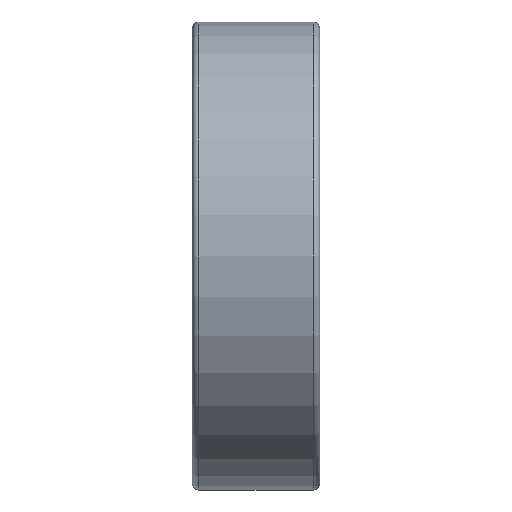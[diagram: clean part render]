
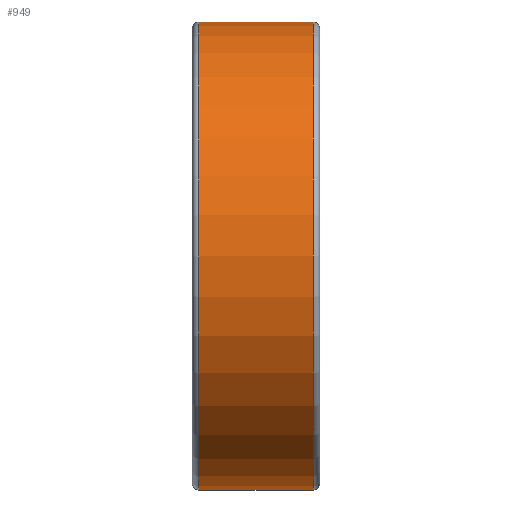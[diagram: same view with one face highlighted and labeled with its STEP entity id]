
A CAD part, front view. The second image highlights one B-rep face of the part: STEP entity #949.
In plain terms, the highlighted cylindrical face has radius 11 mm (diameter 22 mm), a partial arc.
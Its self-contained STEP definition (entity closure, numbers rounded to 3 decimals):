
#3 = CARTESIAN_POINT ( 'NONE',  ( -2.7, 0., -11. ) ) ;
#50 = DIRECTION ( 'NONE',  ( -1., 0., 0. ) ) ;
#100 = ORIENTED_EDGE ( 'NONE', *, *, #3009, .T. ) ;
#102 = DIRECTION ( 'NONE',  ( -1., 0., 0. ) ) ;
#131 = LINE ( 'NONE', #3725, #313 ) ;
#313 = VECTOR ( 'NONE', #102, 1000. ) ;
#467 = CARTESIAN_POINT ( 'NONE',  ( 2.7, 0., -11. ) ) ;
#731 = VERTEX_POINT ( 'NONE', #3 ) ;
#736 = LINE ( 'NONE', #2389, #4382 ) ;
#845 = EDGE_CURVE ( 'NONE', #2003, #731, #5012, .T. ) ;
#949 = ADVANCED_FACE ( 'NONE', ( #1545 ), #2022, .T. ) ;
#1141 = ORIENTED_EDGE ( 'NONE', *, *, #4297, .T. ) ;
#1232 = AXIS2_PLACEMENT_3D ( 'NONE', #1967, #50, #3589 ) ;
#1438 = AXIS2_PLACEMENT_3D ( 'NONE', #2281, #5034, #1470 ) ;
#1470 = DIRECTION ( 'NONE',  ( 0., 0., -1. ) ) ;
#1545 = FACE_OUTER_BOUND ( 'NONE', #3831, .T. ) ;
#1833 = ORIENTED_EDGE ( 'NONE', *, *, #4465, .F. ) ;
#1902 = CARTESIAN_POINT ( 'NONE',  ( -2.7, 0., 11. ) ) ;
#1915 = CARTESIAN_POINT ( 'NONE',  ( -8.711, 0., 0. ) ) ;
#1967 = CARTESIAN_POINT ( 'NONE',  ( 2.7, 0., 0. ) ) ;
#2001 = CARTESIAN_POINT ( 'NONE',  ( 2.7, 0., 11. ) ) ;
#2003 = VERTEX_POINT ( 'NONE', #1902 ) ;
#2012 = AXIS2_PLACEMENT_3D ( 'NONE', #1915, #5083, #3531 ) ;
#2022 = CYLINDRICAL_SURFACE ( 'NONE', #2012, 11. ) ;
#2281 = CARTESIAN_POINT ( 'NONE',  ( -2.7, 0., 0. ) ) ;
#2389 = CARTESIAN_POINT ( 'NONE',  ( -8.711, 0., 11. ) ) ;
#2405 = CIRCLE ( 'NONE', #1232, 11. ) ;
#2417 = DIRECTION ( 'NONE',  ( -1., 0., 0. ) ) ;
#2707 = ORIENTED_EDGE ( 'NONE', *, *, #845, .T. ) ;
#3009 = EDGE_CURVE ( 'NONE', #4356, #2003, #736, .T. ) ;
#3531 = DIRECTION ( 'NONE',  ( 0., 0., 1. ) ) ;
#3589 = DIRECTION ( 'NONE',  ( 0., 0., 1. ) ) ;
#3725 = CARTESIAN_POINT ( 'NONE',  ( -8.711, 0., -11. ) ) ;
#3831 = EDGE_LOOP ( 'NONE', ( #1833, #1141, #100, #2707 ) ) ;
#4268 = VERTEX_POINT ( 'NONE', #467 ) ;
#4297 = EDGE_CURVE ( 'NONE', #4268, #4356, #2405, .T. ) ;
#4356 = VERTEX_POINT ( 'NONE', #2001 ) ;
#4382 = VECTOR ( 'NONE', #2417, 1000. ) ;
#4465 = EDGE_CURVE ( 'NONE', #4268, #731, #131, .T. ) ;
#5012 = CIRCLE ( 'NONE', #1438, 11. ) ;
#5034 = DIRECTION ( 'NONE',  ( 1., 0., 0. ) ) ;
#5083 = DIRECTION ( 'NONE',  ( -1., 0., 0. ) ) ;
